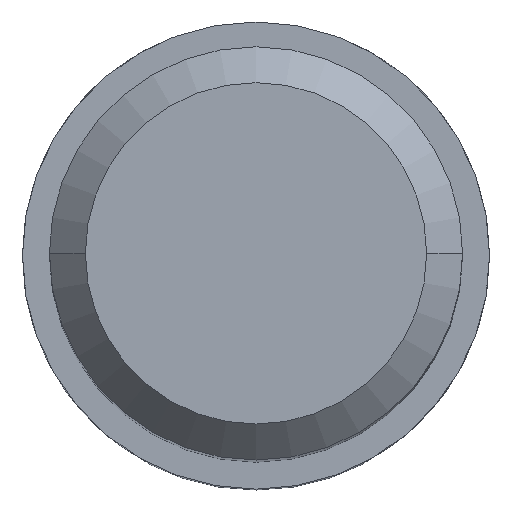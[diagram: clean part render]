
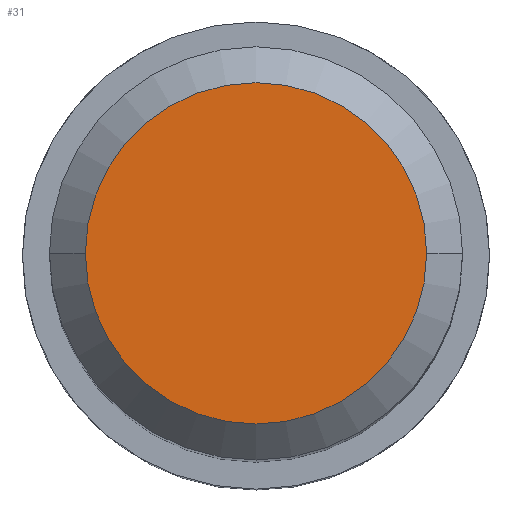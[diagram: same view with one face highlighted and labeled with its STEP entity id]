
A CAD part, top view. The second image highlights one B-rep face of the part: STEP entity #31.
In plain terms, the highlighted planar face has unit normal (0, 0, 1).
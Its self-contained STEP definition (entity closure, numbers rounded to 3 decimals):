
#23 = EDGE_LOOP ( 'NONE', ( #177, #523 ) ) ;
#31 = ADVANCED_FACE ( 'NONE', ( #119 ), #163, .T. ) ;
#43 = CARTESIAN_POINT ( 'NONE',  ( 0., 0., 110. ) ) ;
#48 = EDGE_CURVE ( 'NONE', #237, #317, #427, .T. ) ;
#119 = FACE_OUTER_BOUND ( 'NONE', #23, .T. ) ;
#124 = DIRECTION ( 'NONE',  ( 1., 0., 0. ) ) ;
#151 = CARTESIAN_POINT ( 'NONE',  ( 0., 0., 110. ) ) ;
#163 = PLANE ( 'NONE',  #516 ) ;
#175 = DIRECTION ( 'NONE',  ( 1., 0., 0. ) ) ;
#177 = ORIENTED_EDGE ( 'NONE', *, *, #278, .T. ) ;
#214 = DIRECTION ( 'NONE',  ( 0., 0., 1. ) ) ;
#223 = DIRECTION ( 'NONE',  ( 0., 0., 1. ) ) ;
#232 = CARTESIAN_POINT ( 'NONE',  ( 9.5, 0., 110. ) ) ;
#237 = VERTEX_POINT ( 'NONE', #232 ) ;
#240 = DIRECTION ( 'NONE',  ( 0., 0., 1. ) ) ;
#262 = CARTESIAN_POINT ( 'NONE',  ( 0., 0., 110. ) ) ;
#278 = EDGE_CURVE ( 'NONE', #317, #237, #506, .T. ) ;
#280 = AXIS2_PLACEMENT_3D ( 'NONE', #262, #223, #175 ) ;
#289 = DIRECTION ( 'NONE',  ( 1., 0., 0. ) ) ;
#317 = VERTEX_POINT ( 'NONE', #413 ) ;
#345 = AXIS2_PLACEMENT_3D ( 'NONE', #43, #214, #124 ) ;
#413 = CARTESIAN_POINT ( 'NONE',  ( -9.5, 0., 110. ) ) ;
#427 = CIRCLE ( 'NONE', #345, 9.5 ) ;
#506 = CIRCLE ( 'NONE', #280, 9.5 ) ;
#516 = AXIS2_PLACEMENT_3D ( 'NONE', #151, #240, #289 ) ;
#523 = ORIENTED_EDGE ( 'NONE', *, *, #48, .T. ) ;
